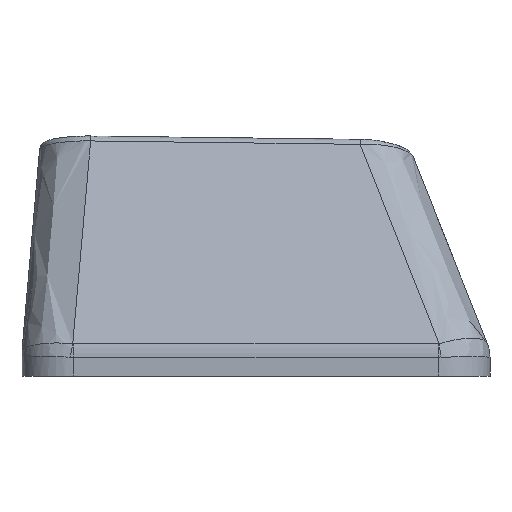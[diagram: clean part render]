
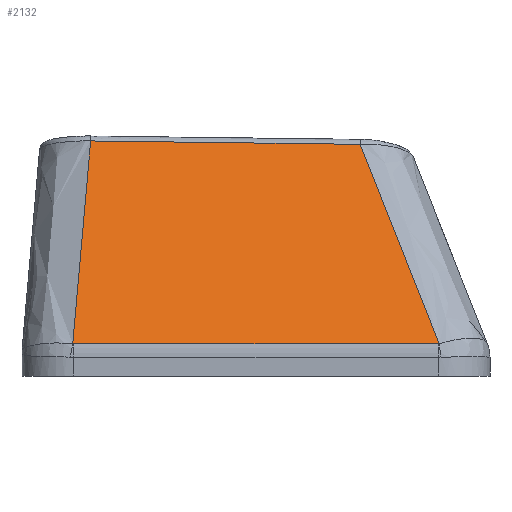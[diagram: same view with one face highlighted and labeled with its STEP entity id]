
A CAD part, left-side view. The second image highlights one B-rep face of the part: STEP entity #2132.
In plain terms, the highlighted free-form (B-spline) face has degree [3, 3] with [4, 4] control points.
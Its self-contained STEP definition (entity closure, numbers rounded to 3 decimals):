
#249=FACE_OUTER_BOUND('',#355,.T.);
#355=EDGE_LOOP('',(#1703,#1704,#1705,#1706,#1707,#1708));
#605=B_SPLINE_CURVE_WITH_KNOTS('',3,(#5040,#5041,#5042,#5043),
 .UNSPECIFIED.,.F.,.F.,(4,4),(0.,0.003),.UNSPECIFIED.);
#607=B_SPLINE_CURVE_WITH_KNOTS('',3,(#5067,#5068,#5069,#5070),
 .UNSPECIFIED.,.F.,.F.,(4,4),(0.,1.416),.UNSPECIFIED.);
#609=B_SPLINE_CURVE_WITH_KNOTS('',3,(#5094,#5095,#5096,#5097),
 .UNSPECIFIED.,.F.,.F.,(4,4),(0.,0.003),.UNSPECIFIED.);
#612=B_SPLINE_CURVE_WITH_KNOTS('',3,(#5193,#5194,#5195,#5196),
 .UNSPECIFIED.,.F.,.F.,(4,4),(0.032,0.914),
 .UNSPECIFIED.);
#613=B_SPLINE_CURVE_WITH_KNOTS('',3,(#5198,#5199,#5200,#5201),
 .UNSPECIFIED.,.F.,.F.,(4,4),(-1.046,0.),
 .UNSPECIFIED.);
#614=B_SPLINE_CURVE_WITH_KNOTS('',3,(#5202,#5203,#5204,#5205),
 .UNSPECIFIED.,.F.,.F.,(4,4),(-0.869,-0.026),
 .UNSPECIFIED.);
#867=VERTEX_POINT('',#4999);
#869=VERTEX_POINT('',#5038);
#871=VERTEX_POINT('',#5065);
#873=VERTEX_POINT('',#5092);
#880=VERTEX_POINT('',#5192);
#881=VERTEX_POINT('',#5197);
#1161=EDGE_CURVE('',#869,#867,#605,.T.);
#1164=EDGE_CURVE('',#871,#869,#607,.T.);
#1167=EDGE_CURVE('',#873,#871,#609,.T.);
#1179=EDGE_CURVE('',#880,#873,#612,.T.);
#1180=EDGE_CURVE('',#881,#880,#613,.T.);
#1181=EDGE_CURVE('',#867,#881,#614,.T.);
#1703=ORIENTED_EDGE('',*,*,#1161,.F.);
#1704=ORIENTED_EDGE('',*,*,#1164,.F.);
#1705=ORIENTED_EDGE('',*,*,#1167,.F.);
#1706=ORIENTED_EDGE('',*,*,#1179,.F.);
#1707=ORIENTED_EDGE('',*,*,#1180,.F.);
#1708=ORIENTED_EDGE('',*,*,#1181,.F.);
#2059=B_SPLINE_SURFACE_WITH_KNOTS('',3,3,((#5176,#5177,#5178,#5179),(#5180,
#5181,#5182,#5183),(#5184,#5185,#5186,#5187),(#5188,#5189,#5190,#5191)),
 .UNSPECIFIED.,.F.,.F.,.F.,(4,4),(4,4),(0.104,0.892),
(0.029,0.97),.UNSPECIFIED.);
#2132=ADVANCED_FACE('',(#249),#2059,.T.);
#4999=CARTESIAN_POINT('',(-8.986,7.111,0.255));
#5038=CARTESIAN_POINT('',(-8.987,7.08,0.253));
#5040=CARTESIAN_POINT('Ctrl Pts',(-8.987,7.08,0.253));
#5041=CARTESIAN_POINT('Ctrl Pts',(-8.987,7.091,0.253));
#5042=CARTESIAN_POINT('Ctrl Pts',(-8.986,7.101,0.254));
#5043=CARTESIAN_POINT('Ctrl Pts',(-8.986,7.111,0.255));
#5065=CARTESIAN_POINT('',(-8.984,-7.081,0.255));
#5067=CARTESIAN_POINT('Ctrl Pts',(-8.984,-7.081,0.255));
#5068=CARTESIAN_POINT('Ctrl Pts',(-8.985,-2.36,0.255));
#5069=CARTESIAN_POINT('Ctrl Pts',(-8.986,2.36,0.254));
#5070=CARTESIAN_POINT('Ctrl Pts',(-8.987,7.08,0.253));
#5092=CARTESIAN_POINT('',(-8.984,-7.106,0.257));
#5094=CARTESIAN_POINT('Ctrl Pts',(-8.984,-7.106,0.257));
#5095=CARTESIAN_POINT('Ctrl Pts',(-8.984,-7.098,0.256));
#5096=CARTESIAN_POINT('Ctrl Pts',(-8.984,-7.089,0.255));
#5097=CARTESIAN_POINT('Ctrl Pts',(-8.984,-7.081,0.255));
#5176=CARTESIAN_POINT('Ctrl Pts',(-6.06,-4.418,8.028));
#5177=CARTESIAN_POINT('Ctrl Pts',(-7.036,-5.315,5.435));
#5178=CARTESIAN_POINT('Ctrl Pts',(-8.011,-6.212,2.843));
#5179=CARTESIAN_POINT('Ctrl Pts',(-8.987,-7.109,0.25));
#5180=CARTESIAN_POINT('Ctrl Pts',(-6.06,-0.669,
8.062));
#5181=CARTESIAN_POINT('Ctrl Pts',(-7.036,-1.236,5.458));
#5182=CARTESIAN_POINT('Ctrl Pts',(-8.011,-1.802,2.854));
#5183=CARTESIAN_POINT('Ctrl Pts',(-8.987,-2.369,0.251));
#5184=CARTESIAN_POINT('Ctrl Pts',(-6.06,3.08,8.095));
#5185=CARTESIAN_POINT('Ctrl Pts',(-7.036,2.844,5.481));
#5186=CARTESIAN_POINT('Ctrl Pts',(-8.011,2.607,2.866));
#5187=CARTESIAN_POINT('Ctrl Pts',(-8.987,2.371,0.252));
#5188=CARTESIAN_POINT('Ctrl Pts',(-6.06,6.828,8.128));
#5189=CARTESIAN_POINT('Ctrl Pts',(-7.036,6.923,5.503));
#5190=CARTESIAN_POINT('Ctrl Pts',(-8.011,7.017,2.878));
#5191=CARTESIAN_POINT('Ctrl Pts',(-8.987,7.111,0.253));
#5192=CARTESIAN_POINT('',(-6.075,-4.042,7.993));
#5193=CARTESIAN_POINT('Ctrl Pts',(-6.075,-4.042,7.993));
#5194=CARTESIAN_POINT('Ctrl Pts',(-7.044,-5.063,5.414));
#5195=CARTESIAN_POINT('Ctrl Pts',(-8.014,-6.085,2.836));
#5196=CARTESIAN_POINT('Ctrl Pts',(-8.984,-7.106,0.257));
#5197=CARTESIAN_POINT('',(-6.06,6.417,8.125));
#5198=CARTESIAN_POINT('Ctrl Pts',(-6.06,6.417,8.125));
#5199=CARTESIAN_POINT('Ctrl Pts',(-6.065,2.93,8.081));
#5200=CARTESIAN_POINT('Ctrl Pts',(-6.07,-0.556,8.038));
#5201=CARTESIAN_POINT('Ctrl Pts',(-6.075,-4.042,7.993));
#5202=CARTESIAN_POINT('Ctrl Pts',(-8.986,7.111,0.255));
#5203=CARTESIAN_POINT('Ctrl Pts',(-8.011,6.88,2.879));
#5204=CARTESIAN_POINT('Ctrl Pts',(-7.036,6.649,5.502));
#5205=CARTESIAN_POINT('Ctrl Pts',(-6.06,6.417,8.125));
